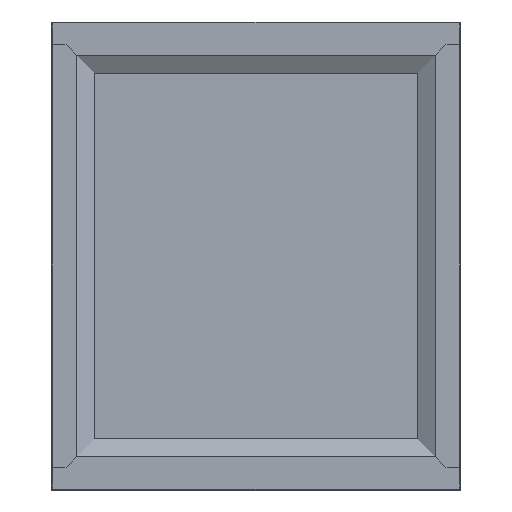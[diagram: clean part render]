
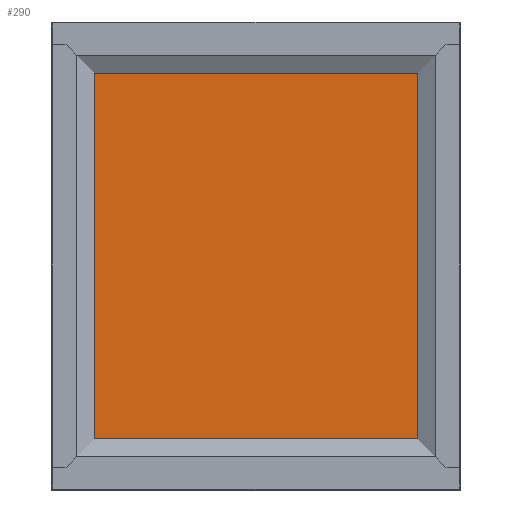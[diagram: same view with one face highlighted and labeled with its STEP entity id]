
A CAD part, top view. The second image highlights one B-rep face of the part: STEP entity #290.
In plain terms, the highlighted planar face has unit normal (0, 0, 1).
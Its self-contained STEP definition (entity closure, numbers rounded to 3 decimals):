
#290 = ADVANCED_FACE( '', ( #689 ), #690, .F. );
#689 = FACE_OUTER_BOUND( '', #1447, .T. );
#690 = PLANE( '', #1448 );
#1447 = EDGE_LOOP( '', ( #2722, #2723, #2724, #2725 ) );
#1448 = AXIS2_PLACEMENT_3D( '', #2726, #2727, #2728 );
#2722 = ORIENTED_EDGE( '', *, *, #3874, .F. );
#2723 = ORIENTED_EDGE( '', *, *, #3651, .F. );
#2724 = ORIENTED_EDGE( '', *, *, #3875, .T. );
#2725 = ORIENTED_EDGE( '', *, *, #3876, .T. );
#2726 = CARTESIAN_POINT( '', ( 0., 0., 1. ) );
#2727 = DIRECTION( '', ( 0., 0., -1. ) );
#2728 = DIRECTION( '', ( -1., 0., 0. ) );
#3651 = EDGE_CURVE( '', #4182, #4184, #4185, .T. );
#3874 = EDGE_CURVE( '', #4184, #4541, #4542, .T. );
#3875 = EDGE_CURVE( '', #4182, #4461, #4543, .T. );
#3876 = EDGE_CURVE( '', #4461, #4541, #4544, .T. );
#4182 = VERTEX_POINT( '', #4905 );
#4184 = VERTEX_POINT( '', #4907 );
#4185 = LINE( '', #4908, #4909 );
#4461 = VERTEX_POINT( '', #5420 );
#4541 = VERTEX_POINT( '', #5543 );
#4542 = LINE( '', #5544, #5545 );
#4543 = LINE( '', #5546, #5547 );
#4544 = LINE( '', #5548, #5549 );
#4905 = CARTESIAN_POINT( '', ( 379.732, -429.732, 1. ) );
#4907 = CARTESIAN_POINT( '', ( -379.732, -429.732, 1. ) );
#4908 = CARTESIAN_POINT( '', ( -379.732, -429.732, 1. ) );
#4909 = VECTOR( '', #6108, 1000. );
#5420 = CARTESIAN_POINT( '', ( 379.732, 429.732, 1. ) );
#5543 = CARTESIAN_POINT( '', ( -379.732, 429.732, 1. ) );
#5544 = CARTESIAN_POINT( '', ( -379.732, 429.732, 1. ) );
#5545 = VECTOR( '', #6313, 1000. );
#5546 = CARTESIAN_POINT( '', ( 379.732, 429.732, 1. ) );
#5547 = VECTOR( '', #6314, 1000. );
#5548 = CARTESIAN_POINT( '', ( -379.732, 429.732, 1. ) );
#5549 = VECTOR( '', #6315, 1000. );
#6108 = DIRECTION( '', ( -1., 0., 0. ) );
#6313 = DIRECTION( '', ( 0., 1., 0. ) );
#6314 = DIRECTION( '', ( 0., 1., 0. ) );
#6315 = DIRECTION( '', ( -1., 0., 0. ) );
